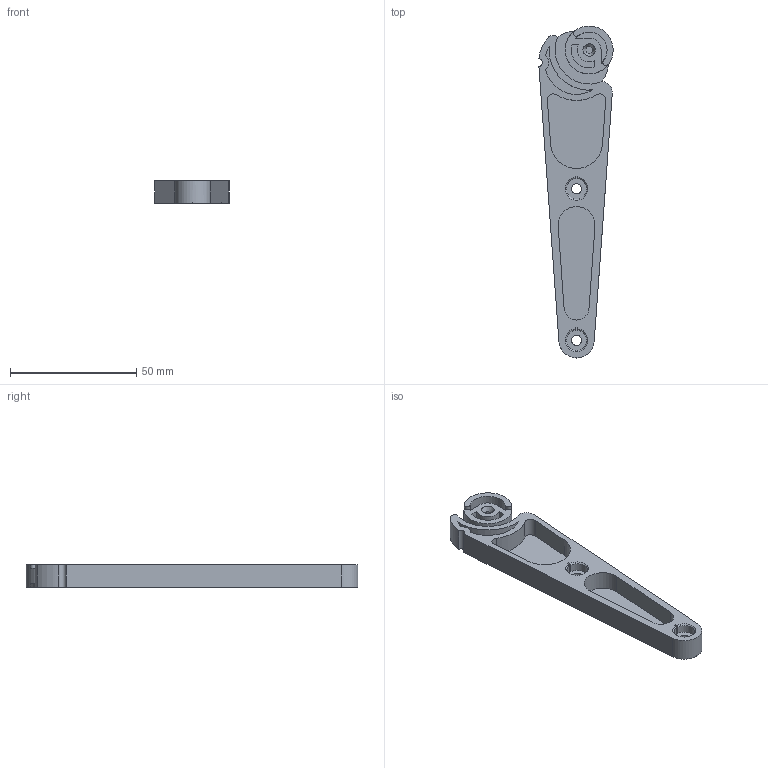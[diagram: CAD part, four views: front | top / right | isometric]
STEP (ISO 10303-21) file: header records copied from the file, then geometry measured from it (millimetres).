
FILE_DESCRIPTION(('FreeCAD Model'),'2;1');
FILE_NAME('Open CASCADE Shape Model','2025-08-12T21:55:40',('FreeCAD'),( 'FreeCAD'),'Open CASCADE STEP processor 7.8','FreeCAD','Unknown');
FILE_SCHEMA(('AUTOMOTIVE_DESIGN { 1 0 10303 214 1 1 1 1 }'));
Length unit declared in the file: millimetre
Products named in the file (1): Open CASCADE STEP translator 7.8 4
Bounding box: 29.42 x 131.5 x 9 mm (x, y, z)
Volume: 14024.8 mm3; surface area: 11496.8 mm2
Topology: 1 solids, 1 shells, 101 faces, 261 edges, 171 vertices
Faces by surface type: plane 63, cylinder 33, cone 5
Full cylindrical faces by diameter (mm): 2 x1, 2.9 x1, 4 x2, 19 x1
Entity records: 3127 total; most frequent: DIRECTION 571, CARTESIAN_POINT 535, ORIENTED_EDGE 522, EDGE_CURVE 261, AXIS2_PLACEMENT_3D 209, VERTEX_POINT 171, LINE 153, VECTOR 153
